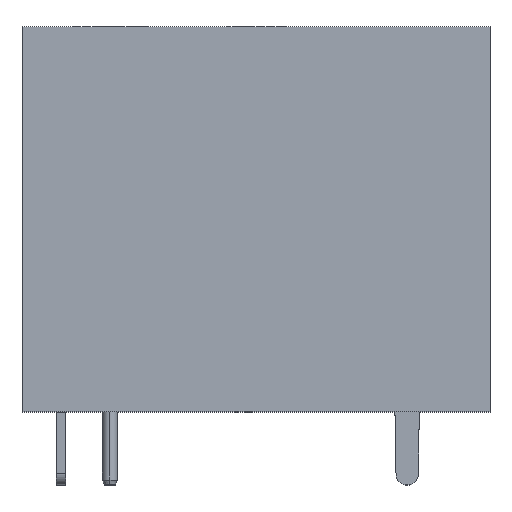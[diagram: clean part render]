
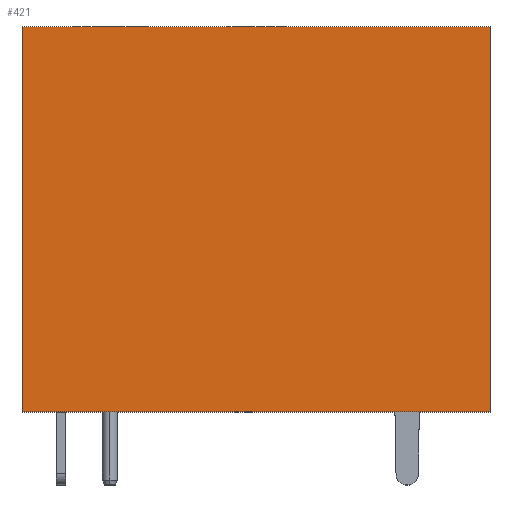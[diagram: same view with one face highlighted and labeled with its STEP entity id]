
A CAD part, top view. The second image highlights one B-rep face of the part: STEP entity #421.
In plain terms, the highlighted planar face has unit normal (0, 0, 1).
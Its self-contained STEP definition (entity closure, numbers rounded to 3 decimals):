
#7 = CARTESIAN_POINT ( 'NONE',  ( 9.6, 0., 7.8 ) ) ;
#56 = VERTEX_POINT ( 'NONE', #1489 ) ;
#210 = ORIENTED_EDGE ( 'NONE', *, *, #641, .T. ) ;
#256 = LINE ( 'NONE', #738, #1182 ) ;
#291 = DIRECTION ( 'NONE',  ( 0., -1., 0. ) ) ;
#333 = LINE ( 'NONE', #1146, #1185 ) ;
#342 = DIRECTION ( 'NONE',  ( 1., 0., 0. ) ) ;
#421 = ADVANCED_FACE ( 'NONE', ( #1014 ), #1265, .F. ) ;
#474 = EDGE_CURVE ( 'NONE', #942, #56, #333, .T. ) ;
#484 = EDGE_LOOP ( 'NONE', ( #210, #1142, #821, #854 ) ) ;
#512 = LINE ( 'NONE', #1324, #1225 ) ;
#583 = VERTEX_POINT ( 'NONE', #7 ) ;
#591 = LINE ( 'NONE', #895, #809 ) ;
#615 = DIRECTION ( 'NONE',  ( 0., -1., 0. ) ) ;
#620 = EDGE_CURVE ( 'NONE', #942, #1481, #512, .T. ) ;
#641 = EDGE_CURVE ( 'NONE', #1481, #583, #256, .T. ) ;
#693 = CARTESIAN_POINT ( 'NONE',  ( -9.6, 15.8, 7.8 ) ) ;
#694 = DIRECTION ( 'NONE',  ( -1., 0., 0. ) ) ;
#738 = CARTESIAN_POINT ( 'NONE',  ( -9.6, 0., 7.8 ) ) ;
#744 = DIRECTION ( 'NONE',  ( 1., 0., 0. ) ) ;
#809 = VECTOR ( 'NONE', #291, 1000. ) ;
#821 = ORIENTED_EDGE ( 'NONE', *, *, #474, .F. ) ;
#854 = ORIENTED_EDGE ( 'NONE', *, *, #620, .T. ) ;
#895 = CARTESIAN_POINT ( 'NONE',  ( 9.6, 15.8, 7.8 ) ) ;
#919 = CARTESIAN_POINT ( 'NONE',  ( -9.6, 15.8, 7.8 ) ) ;
#942 = VERTEX_POINT ( 'NONE', #693 ) ;
#1014 = FACE_OUTER_BOUND ( 'NONE', #484, .T. ) ;
#1142 = ORIENTED_EDGE ( 'NONE', *, *, #1362, .F. ) ;
#1146 = CARTESIAN_POINT ( 'NONE',  ( -9.6, 15.8, 7.8 ) ) ;
#1182 = VECTOR ( 'NONE', #744, 1000. ) ;
#1185 = VECTOR ( 'NONE', #342, 1000. ) ;
#1225 = VECTOR ( 'NONE', #615, 1000. ) ;
#1265 = PLANE ( 'NONE',  #1455 ) ;
#1272 = DIRECTION ( 'NONE',  ( 0., 0., -1. ) ) ;
#1324 = CARTESIAN_POINT ( 'NONE',  ( -9.6, 15.8, 7.8 ) ) ;
#1347 = CARTESIAN_POINT ( 'NONE',  ( -9.6, 0., 7.8 ) ) ;
#1362 = EDGE_CURVE ( 'NONE', #56, #583, #591, .T. ) ;
#1455 = AXIS2_PLACEMENT_3D ( 'NONE', #919, #1272, #694 ) ;
#1481 = VERTEX_POINT ( 'NONE', #1347 ) ;
#1489 = CARTESIAN_POINT ( 'NONE',  ( 9.6, 15.8, 7.8 ) ) ;
